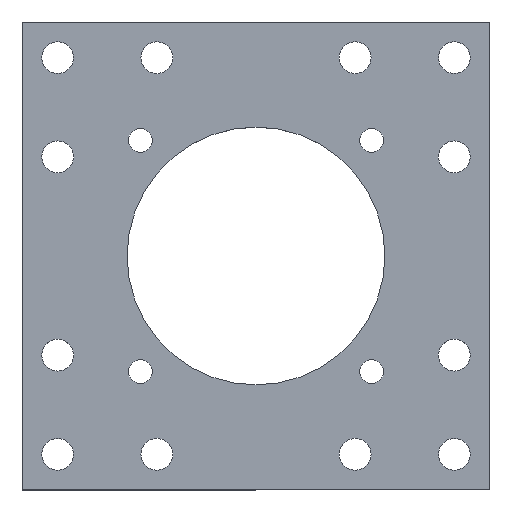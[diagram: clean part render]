
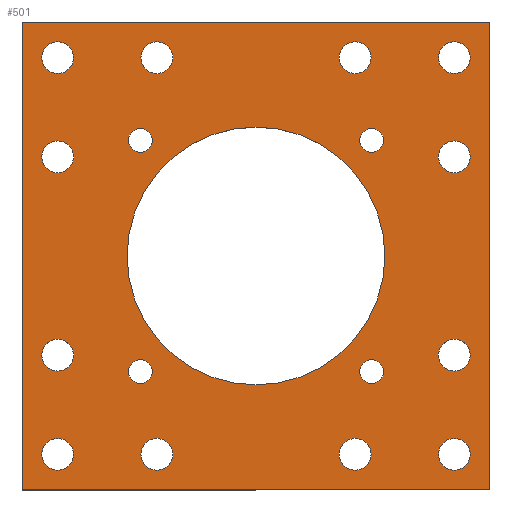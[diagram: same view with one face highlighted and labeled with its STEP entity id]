
A CAD part, top view. The second image highlights one B-rep face of the part: STEP entity #501.
In plain terms, the highlighted planar face has unit normal (0, 0, 1).
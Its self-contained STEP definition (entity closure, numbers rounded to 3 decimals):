
#36=FACE_BOUND('',#122,.T.);
#37=FACE_BOUND('',#123,.T.);
#38=FACE_BOUND('',#124,.T.);
#39=FACE_BOUND('',#125,.T.);
#40=FACE_BOUND('',#126,.T.);
#41=FACE_BOUND('',#127,.T.);
#42=FACE_BOUND('',#128,.T.);
#43=FACE_BOUND('',#129,.T.);
#44=FACE_BOUND('',#130,.T.);
#45=FACE_BOUND('',#131,.T.);
#46=FACE_BOUND('',#132,.T.);
#47=FACE_BOUND('',#133,.T.);
#48=FACE_BOUND('',#134,.T.);
#49=FACE_BOUND('',#135,.T.);
#50=FACE_BOUND('',#136,.T.);
#51=FACE_BOUND('',#137,.T.);
#52=FACE_BOUND('',#138,.T.);
#58=PLANE('',#573);
#81=FACE_OUTER_BOUND('',#121,.T.);
#121=EDGE_LOOP('',(#441,#442,#443,#444));
#122=EDGE_LOOP('',(#445));
#123=EDGE_LOOP('',(#446));
#124=EDGE_LOOP('',(#447));
#125=EDGE_LOOP('',(#448));
#126=EDGE_LOOP('',(#449));
#127=EDGE_LOOP('',(#450));
#128=EDGE_LOOP('',(#451));
#129=EDGE_LOOP('',(#452));
#130=EDGE_LOOP('',(#453));
#131=EDGE_LOOP('',(#454));
#132=EDGE_LOOP('',(#455));
#133=EDGE_LOOP('',(#456));
#134=EDGE_LOOP('',(#457));
#135=EDGE_LOOP('',(#458));
#136=EDGE_LOOP('',(#459));
#137=EDGE_LOOP('',(#460));
#138=EDGE_LOOP('',(#461));
#156=LINE('',#831,#185);
#160=LINE('',#839,#189);
#163=LINE('',#845,#192);
#166=LINE('',#850,#195);
#185=VECTOR('',#700,10.);
#189=VECTOR('',#706,10.);
#192=VECTOR('',#711,10.);
#195=VECTOR('',#716,10.);
#198=CIRCLE('',#519,8.);
#200=CIRCLE('',#522,6.);
#202=CIRCLE('',#525,8.);
#204=CIRCLE('',#528,8.);
#206=CIRCLE('',#531,6.);
#208=CIRCLE('',#534,6.);
#210=CIRCLE('',#537,8.);
#212=CIRCLE('',#540,8.);
#214=CIRCLE('',#543,8.);
#216=CIRCLE('',#546,8.);
#218=CIRCLE('',#549,8.);
#220=CIRCLE('',#552,8.);
#222=CIRCLE('',#555,8.);
#224=CIRCLE('',#558,6.);
#226=CIRCLE('',#561,65.);
#228=CIRCLE('',#564,8.);
#230=CIRCLE('',#567,8.);
#232=VERTEX_POINT('',#729);
#234=VERTEX_POINT('',#735);
#236=VERTEX_POINT('',#741);
#238=VERTEX_POINT('',#747);
#240=VERTEX_POINT('',#753);
#242=VERTEX_POINT('',#759);
#244=VERTEX_POINT('',#765);
#246=VERTEX_POINT('',#771);
#248=VERTEX_POINT('',#777);
#250=VERTEX_POINT('',#783);
#252=VERTEX_POINT('',#789);
#254=VERTEX_POINT('',#795);
#256=VERTEX_POINT('',#801);
#258=VERTEX_POINT('',#807);
#260=VERTEX_POINT('',#813);
#262=VERTEX_POINT('',#819);
#264=VERTEX_POINT('',#825);
#265=VERTEX_POINT('',#829);
#266=VERTEX_POINT('',#830);
#269=VERTEX_POINT('',#838);
#271=VERTEX_POINT('',#844);
#275=EDGE_CURVE('',#232,#232,#198,.T.);
#278=EDGE_CURVE('',#234,#234,#200,.T.);
#281=EDGE_CURVE('',#236,#236,#202,.T.);
#284=EDGE_CURVE('',#238,#238,#204,.T.);
#287=EDGE_CURVE('',#240,#240,#206,.T.);
#290=EDGE_CURVE('',#242,#242,#208,.T.);
#293=EDGE_CURVE('',#244,#244,#210,.T.);
#296=EDGE_CURVE('',#246,#246,#212,.T.);
#299=EDGE_CURVE('',#248,#248,#214,.T.);
#302=EDGE_CURVE('',#250,#250,#216,.T.);
#305=EDGE_CURVE('',#252,#252,#218,.T.);
#308=EDGE_CURVE('',#254,#254,#220,.T.);
#311=EDGE_CURVE('',#256,#256,#222,.T.);
#314=EDGE_CURVE('',#258,#258,#224,.T.);
#317=EDGE_CURVE('',#260,#260,#226,.T.);
#320=EDGE_CURVE('',#262,#262,#228,.T.);
#323=EDGE_CURVE('',#264,#264,#230,.T.);
#324=EDGE_CURVE('',#265,#266,#156,.T.);
#328=EDGE_CURVE('',#266,#269,#160,.T.);
#331=EDGE_CURVE('',#269,#271,#163,.T.);
#334=EDGE_CURVE('',#271,#265,#166,.T.);
#441=ORIENTED_EDGE('',*,*,#334,.T.);
#442=ORIENTED_EDGE('',*,*,#324,.T.);
#443=ORIENTED_EDGE('',*,*,#328,.T.);
#444=ORIENTED_EDGE('',*,*,#331,.T.);
#445=ORIENTED_EDGE('',*,*,#323,.F.);
#446=ORIENTED_EDGE('',*,*,#320,.F.);
#447=ORIENTED_EDGE('',*,*,#317,.F.);
#448=ORIENTED_EDGE('',*,*,#314,.F.);
#449=ORIENTED_EDGE('',*,*,#311,.F.);
#450=ORIENTED_EDGE('',*,*,#308,.F.);
#451=ORIENTED_EDGE('',*,*,#305,.F.);
#452=ORIENTED_EDGE('',*,*,#302,.F.);
#453=ORIENTED_EDGE('',*,*,#299,.F.);
#454=ORIENTED_EDGE('',*,*,#296,.F.);
#455=ORIENTED_EDGE('',*,*,#293,.F.);
#456=ORIENTED_EDGE('',*,*,#290,.F.);
#457=ORIENTED_EDGE('',*,*,#287,.F.);
#458=ORIENTED_EDGE('',*,*,#284,.F.);
#459=ORIENTED_EDGE('',*,*,#281,.F.);
#460=ORIENTED_EDGE('',*,*,#278,.F.);
#461=ORIENTED_EDGE('',*,*,#275,.F.);
#501=ADVANCED_FACE('',(#81,#36,#37,#38,#39,#40,#41,#42,#43,#44,#45,#46,
#47,#48,#49,#50,#51,#52),#58,.F.);
#519=AXIS2_PLACEMENT_3D('',#731,#584,#585);
#522=AXIS2_PLACEMENT_3D('',#737,#591,#592);
#525=AXIS2_PLACEMENT_3D('',#743,#598,#599);
#528=AXIS2_PLACEMENT_3D('',#749,#605,#606);
#531=AXIS2_PLACEMENT_3D('',#755,#612,#613);
#534=AXIS2_PLACEMENT_3D('',#761,#619,#620);
#537=AXIS2_PLACEMENT_3D('',#767,#626,#627);
#540=AXIS2_PLACEMENT_3D('',#773,#633,#634);
#543=AXIS2_PLACEMENT_3D('',#779,#640,#641);
#546=AXIS2_PLACEMENT_3D('',#785,#647,#648);
#549=AXIS2_PLACEMENT_3D('',#791,#654,#655);
#552=AXIS2_PLACEMENT_3D('',#797,#661,#662);
#555=AXIS2_PLACEMENT_3D('',#803,#668,#669);
#558=AXIS2_PLACEMENT_3D('',#809,#675,#676);
#561=AXIS2_PLACEMENT_3D('',#815,#682,#683);
#564=AXIS2_PLACEMENT_3D('',#821,#689,#690);
#567=AXIS2_PLACEMENT_3D('',#827,#696,#697);
#573=AXIS2_PLACEMENT_3D('',#853,#720,#721);
#584=DIRECTION('center_axis',(0.,0.,
1.));
#585=DIRECTION('ref_axis',(1.,0.,0.));
#591=DIRECTION('center_axis',(0.,0.,
1.));
#592=DIRECTION('ref_axis',(1.,0.,0.));
#598=DIRECTION('center_axis',(0.,0.,
1.));
#599=DIRECTION('ref_axis',(1.,0.,0.));
#605=DIRECTION('center_axis',(0.,0.,
1.));
#606=DIRECTION('ref_axis',(1.,0.,0.));
#612=DIRECTION('center_axis',(0.,0.,
1.));
#613=DIRECTION('ref_axis',(1.,0.,0.));
#619=DIRECTION('center_axis',(0.,0.,
1.));
#620=DIRECTION('ref_axis',(1.,0.,0.));
#626=DIRECTION('center_axis',(0.,0.,
1.));
#627=DIRECTION('ref_axis',(1.,0.,0.));
#633=DIRECTION('center_axis',(0.,0.,
1.));
#634=DIRECTION('ref_axis',(1.,0.,0.));
#640=DIRECTION('center_axis',(0.,0.,
1.));
#641=DIRECTION('ref_axis',(1.,0.,0.));
#647=DIRECTION('center_axis',(0.,0.,
1.));
#648=DIRECTION('ref_axis',(1.,0.,0.));
#654=DIRECTION('center_axis',(0.,0.,
1.));
#655=DIRECTION('ref_axis',(1.,0.,0.));
#661=DIRECTION('center_axis',(0.,0.,
1.));
#662=DIRECTION('ref_axis',(1.,0.,0.));
#668=DIRECTION('center_axis',(0.,0.,
1.));
#669=DIRECTION('ref_axis',(1.,0.,0.));
#675=DIRECTION('center_axis',(0.,0.,
1.));
#676=DIRECTION('ref_axis',(1.,0.,0.));
#682=DIRECTION('center_axis',(0.,0.,
1.));
#683=DIRECTION('ref_axis',(1.,0.,0.));
#689=DIRECTION('center_axis',(0.,0.,
1.));
#690=DIRECTION('ref_axis',(1.,0.,0.));
#696=DIRECTION('center_axis',(0.,0.,
1.));
#697=DIRECTION('ref_axis',(1.,0.,0.));
#700=DIRECTION('',(-1.,0.,0.));
#706=DIRECTION('',(0.,-1.,0.));
#711=DIRECTION('',(1.,0.,0.));
#716=DIRECTION('',(0.,1.,0.));
#720=DIRECTION('center_axis',(0.,0.,
-1.));
#721=DIRECTION('ref_axis',(1.,0.,0.));
#729=CARTESIAN_POINT('',(92.,-675.,-6.));
#731=CARTESIAN_POINT('Origin',(100.,-675.,-6.));
#735=CARTESIAN_POINT('',(-64.336,-566.664,-6.));
#737=CARTESIAN_POINT('Origin',(-58.336,-566.664,-6.));
#741=CARTESIAN_POINT('',(-108.,-725.,-6.));
#743=CARTESIAN_POINT('Origin',(-100.,-725.,-6.));
#747=CARTESIAN_POINT('',(-58.,-525.,-6.));
#749=CARTESIAN_POINT('Origin',(-50.,-525.,-6.));
#753=CARTESIAN_POINT('',(52.336,-683.336,-6.));
#755=CARTESIAN_POINT('Origin',(58.336,-683.336,-6.));
#759=CARTESIAN_POINT('',(-64.336,-683.336,-6.));
#761=CARTESIAN_POINT('Origin',(-58.336,-683.336,-6.));
#765=CARTESIAN_POINT('',(-108.,-575.,-6.));
#767=CARTESIAN_POINT('Origin',(-100.,-575.,-6.));
#771=CARTESIAN_POINT('',(42.,-725.,-6.));
#773=CARTESIAN_POINT('Origin',(50.,-725.,-6.));
#777=CARTESIAN_POINT('',(-58.,-725.,-6.));
#779=CARTESIAN_POINT('Origin',(-50.,-725.,-6.));
#783=CARTESIAN_POINT('',(-108.,-525.,-6.));
#785=CARTESIAN_POINT('Origin',(-100.,-525.,-6.));
#789=CARTESIAN_POINT('',(92.,-575.,-6.));
#791=CARTESIAN_POINT('Origin',(100.,-575.,-6.));
#795=CARTESIAN_POINT('',(92.,-525.,-6.));
#797=CARTESIAN_POINT('Origin',(100.,-525.,-6.));
#801=CARTESIAN_POINT('',(42.,-525.,-6.));
#803=CARTESIAN_POINT('Origin',(50.,-525.,-6.));
#807=CARTESIAN_POINT('',(52.336,-566.664,-6.));
#809=CARTESIAN_POINT('Origin',(58.336,-566.664,-6.));
#813=CARTESIAN_POINT('',(-65.,-625.,-6.));
#815=CARTESIAN_POINT('Origin',(0.,-625.,-6.));
#819=CARTESIAN_POINT('',(92.,-725.,-6.));
#821=CARTESIAN_POINT('Origin',(100.,-725.,-6.));
#825=CARTESIAN_POINT('',(-108.,-675.,-6.));
#827=CARTESIAN_POINT('Origin',(-100.,-675.,-6.));
#829=CARTESIAN_POINT('',(118.,-507.,-6.));
#830=CARTESIAN_POINT('',(-118.,-507.,-6.));
#831=CARTESIAN_POINT('',(118.,-507.,-6.));
#838=CARTESIAN_POINT('',(-118.,-743.,-6.));
#839=CARTESIAN_POINT('',(-118.,-507.,-6.));
#844=CARTESIAN_POINT('',(118.,-743.,-6.));
#845=CARTESIAN_POINT('',(-118.,-743.,-6.));
#850=CARTESIAN_POINT('',(118.,-743.,-6.));
#853=CARTESIAN_POINT('Origin',(0.,-625.,-6.));
